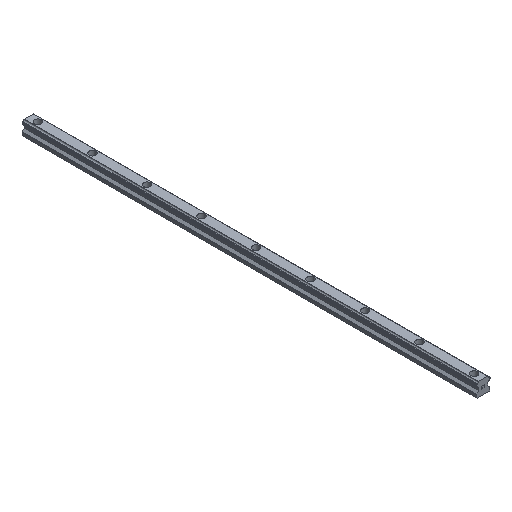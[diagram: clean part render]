
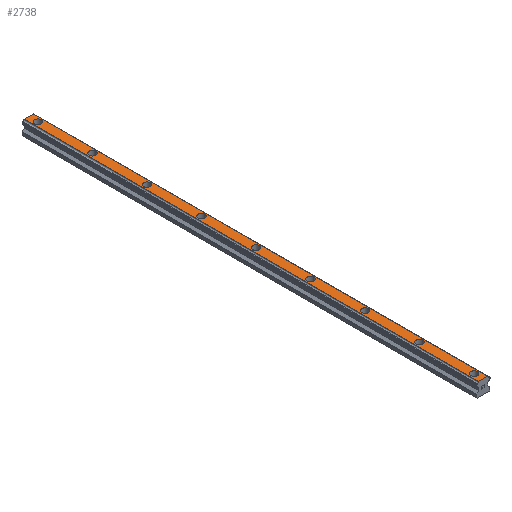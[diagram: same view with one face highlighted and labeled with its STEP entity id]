
A CAD part, isometric view. The second image highlights one B-rep face of the part: STEP entity #2738.
In plain terms, the highlighted planar face has unit normal (0, 0, 1).
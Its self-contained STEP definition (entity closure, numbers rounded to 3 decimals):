
#214=LINE('',#4149,#507);
#317=LINE('',#4440,#610);
#330=LINE('',#4474,#623);
#331=LINE('',#4476,#624);
#507=VECTOR('',#3381,1.);
#610=VECTOR('',#3614,1.);
#623=VECTOR('',#3655,1.);
#624=VECTOR('',#3658,1.);
#721=FACE_BOUND('',#996,.T.);
#722=FACE_BOUND('',#997,.T.);
#723=FACE_BOUND('',#998,.T.);
#724=FACE_BOUND('',#999,.T.);
#725=FACE_BOUND('',#1000,.T.);
#726=FACE_BOUND('',#1001,.T.);
#727=FACE_BOUND('',#1002,.T.);
#728=FACE_BOUND('',#1003,.T.);
#729=FACE_BOUND('',#1004,.T.);
#840=FACE_OUTER_BOUND('',#995,.T.);
#995=EDGE_LOOP('',(#2357,#2358,#2359,#2360));
#996=EDGE_LOOP('',(#2361));
#997=EDGE_LOOP('',(#2362));
#998=EDGE_LOOP('',(#2363));
#999=EDGE_LOOP('',(#2364));
#1000=EDGE_LOOP('',(#2365));
#1001=EDGE_LOOP('',(#2366));
#1002=EDGE_LOOP('',(#2367));
#1003=EDGE_LOOP('',(#2368));
#1004=EDGE_LOOP('',(#2369));
#1072=CIRCLE('',#2821,3.75);
#1074=CIRCLE('',#2825,3.75);
#1076=CIRCLE('',#2829,3.75);
#1078=CIRCLE('',#2833,3.75);
#1080=CIRCLE('',#2837,3.75);
#1082=CIRCLE('',#2841,3.75);
#1084=CIRCLE('',#2845,3.75);
#1086=CIRCLE('',#2849,3.75);
#1088=CIRCLE('',#2853,3.75);
#1160=VERTEX_POINT('',#3825);
#1162=VERTEX_POINT('',#3833);
#1164=VERTEX_POINT('',#3841);
#1166=VERTEX_POINT('',#3849);
#1168=VERTEX_POINT('',#3857);
#1170=VERTEX_POINT('',#3865);
#1172=VERTEX_POINT('',#3873);
#1174=VERTEX_POINT('',#3881);
#1176=VERTEX_POINT('',#3889);
#1264=VERTEX_POINT('',#4146);
#1265=VERTEX_POINT('',#4148);
#1387=VERTEX_POINT('',#4437);
#1388=VERTEX_POINT('',#4439);
#1415=EDGE_CURVE('',#1160,#1160,#1072,.T.);
#1419=EDGE_CURVE('',#1162,#1162,#1074,.T.);
#1423=EDGE_CURVE('',#1164,#1164,#1076,.T.);
#1427=EDGE_CURVE('',#1166,#1166,#1078,.T.);
#1431=EDGE_CURVE('',#1168,#1168,#1080,.T.);
#1435=EDGE_CURVE('',#1170,#1170,#1082,.T.);
#1439=EDGE_CURVE('',#1172,#1172,#1084,.T.);
#1443=EDGE_CURVE('',#1174,#1174,#1086,.T.);
#1447=EDGE_CURVE('',#1176,#1176,#1088,.T.);
#1574=EDGE_CURVE('',#1265,#1264,#214,.T.);
#1718=EDGE_CURVE('',#1388,#1387,#317,.T.);
#1736=EDGE_CURVE('',#1264,#1388,#330,.T.);
#1737=EDGE_CURVE('',#1265,#1387,#331,.T.);
#2357=ORIENTED_EDGE('',*,*,#1718,.T.);
#2358=ORIENTED_EDGE('',*,*,#1737,.F.);
#2359=ORIENTED_EDGE('',*,*,#1574,.T.);
#2360=ORIENTED_EDGE('',*,*,#1736,.T.);
#2361=ORIENTED_EDGE('',*,*,#1447,.T.);
#2362=ORIENTED_EDGE('',*,*,#1443,.T.);
#2363=ORIENTED_EDGE('',*,*,#1439,.T.);
#2364=ORIENTED_EDGE('',*,*,#1435,.T.);
#2365=ORIENTED_EDGE('',*,*,#1431,.T.);
#2366=ORIENTED_EDGE('',*,*,#1427,.T.);
#2367=ORIENTED_EDGE('',*,*,#1423,.T.);
#2368=ORIENTED_EDGE('',*,*,#1419,.T.);
#2369=ORIENTED_EDGE('',*,*,#1415,.T.);
#2617=PLANE('',#2982);
#2738=ADVANCED_FACE('',(#840,#721,#722,#723,#724,#725,#726,#727,#728,#729),
#2617,.T.);
#2821=AXIS2_PLACEMENT_3D('',#3827,#3082,#3083);
#2825=AXIS2_PLACEMENT_3D('',#3835,#3092,#3093);
#2829=AXIS2_PLACEMENT_3D('',#3843,#3102,#3103);
#2833=AXIS2_PLACEMENT_3D('',#3851,#3112,#3113);
#2837=AXIS2_PLACEMENT_3D('',#3859,#3122,#3123);
#2841=AXIS2_PLACEMENT_3D('',#3867,#3132,#3133);
#2845=AXIS2_PLACEMENT_3D('',#3875,#3142,#3143);
#2849=AXIS2_PLACEMENT_3D('',#3883,#3152,#3153);
#2853=AXIS2_PLACEMENT_3D('',#3891,#3162,#3163);
#2982=AXIS2_PLACEMENT_3D('',#4475,#3656,#3657);
#3082=DIRECTION('center_axis',(0.,0.,-1.));
#3083=DIRECTION('ref_axis',(1.,0.,0.));
#3092=DIRECTION('center_axis',(0.,0.,-1.));
#3093=DIRECTION('ref_axis',(1.,0.,0.));
#3102=DIRECTION('center_axis',(0.,0.,-1.));
#3103=DIRECTION('ref_axis',(1.,0.,0.));
#3112=DIRECTION('center_axis',(0.,0.,-1.));
#3113=DIRECTION('ref_axis',(1.,0.,0.));
#3122=DIRECTION('center_axis',(0.,0.,-1.));
#3123=DIRECTION('ref_axis',(1.,0.,0.));
#3132=DIRECTION('center_axis',(0.,0.,-1.));
#3133=DIRECTION('ref_axis',(1.,0.,0.));
#3142=DIRECTION('center_axis',(0.,0.,-1.));
#3143=DIRECTION('ref_axis',(1.,0.,0.));
#3152=DIRECTION('center_axis',(0.,0.,-1.));
#3153=DIRECTION('ref_axis',(1.,0.,0.));
#3162=DIRECTION('center_axis',(0.,0.,-1.));
#3163=DIRECTION('ref_axis',(1.,0.,0.));
#3381=DIRECTION('',(-1.,0.,0.));
#3614=DIRECTION('',(1.,0.,0.));
#3655=DIRECTION('',(0.,-1.,0.));
#3656=DIRECTION('center_axis',(0.,0.,1.));
#3657=DIRECTION('ref_axis',(-1.,0.,0.));
#3658=DIRECTION('',(0.,-1.,0.));
#3825=CARTESIAN_POINT('',(-3.75,10.,15.));
#3827=CARTESIAN_POINT('Origin',(0.,10.,15.));
#3833=CARTESIAN_POINT('',(-3.75,70.,15.));
#3835=CARTESIAN_POINT('Origin',(0.,70.,15.));
#3841=CARTESIAN_POINT('',(-3.75,130.,15.));
#3843=CARTESIAN_POINT('Origin',(0.,130.,15.));
#3849=CARTESIAN_POINT('',(-3.75,190.,15.));
#3851=CARTESIAN_POINT('Origin',(0.,190.,15.));
#3857=CARTESIAN_POINT('',(-3.75,250.,15.));
#3859=CARTESIAN_POINT('Origin',(0.,250.,15.));
#3865=CARTESIAN_POINT('',(-3.75,310.,15.));
#3867=CARTESIAN_POINT('Origin',(0.,310.,15.));
#3873=CARTESIAN_POINT('',(-3.75,370.,15.));
#3875=CARTESIAN_POINT('Origin',(0.,370.,15.));
#3881=CARTESIAN_POINT('',(-3.75,430.,15.));
#3883=CARTESIAN_POINT('Origin',(0.,430.,15.));
#3889=CARTESIAN_POINT('',(-3.75,490.,15.));
#3891=CARTESIAN_POINT('Origin',(0.,490.,15.));
#4146=CARTESIAN_POINT('',(-5.049,500.,15.));
#4148=CARTESIAN_POINT('',(5.049,500.,15.));
#4149=CARTESIAN_POINT('',(5.049,500.,15.));
#4437=CARTESIAN_POINT('',(5.049,0.,15.));
#4439=CARTESIAN_POINT('',(-5.049,0.,15.));
#4440=CARTESIAN_POINT('',(5.049,0.,15.));
#4474=CARTESIAN_POINT('',(-5.049,500.,15.));
#4475=CARTESIAN_POINT('Origin',(0.,500.,15.));
#4476=CARTESIAN_POINT('',(5.049,500.,15.));
